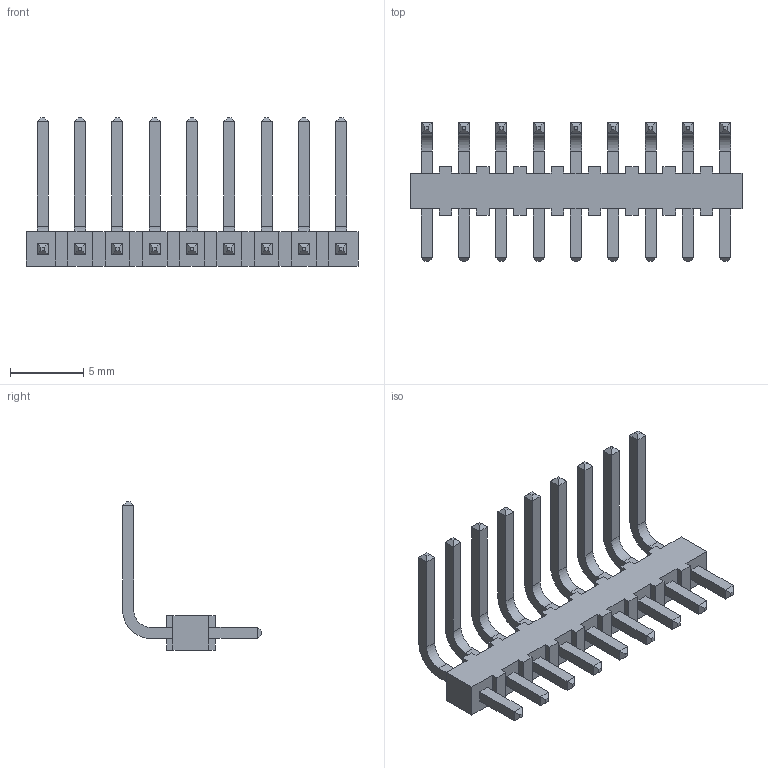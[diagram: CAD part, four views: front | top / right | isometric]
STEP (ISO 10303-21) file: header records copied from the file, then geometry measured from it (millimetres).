
FILE_DESCRIPTION(('STEP AP214'),'1');
FILE_NAME('22-05-2091.stp','2020-10-19T20:37:31',('TraceParts'),('TraceParts S.A.'),'Spatial InterOp 3D',' ',' ');
FILE_SCHEMA(('AUTOMOTIVE_DESIGN { 1 0 10303 214 1 1 1 1 }'));
Length unit declared in the file: millimetre
Products named in the file (1): 22-05-2091_1
Bounding box: 22.61 x 9.45 x 10.08 mm (x, y, z)
Volume: 219.1 mm3; surface area: 669.6 mm2
Topology: 1 solids, 1 shells, 268 faces, 672 edges, 424 vertices
Faces by surface type: plane 250, cylinder 18
Entity records: 7791 total; most frequent: CARTESIAN_POINT 1365, ORIENTED_EDGE 1344, DIRECTION 1246, EDGE_CURVE 672, LINE 636, VECTOR 636, VERTEX_POINT 424, AXIS2_PLACEMENT_3D 305
